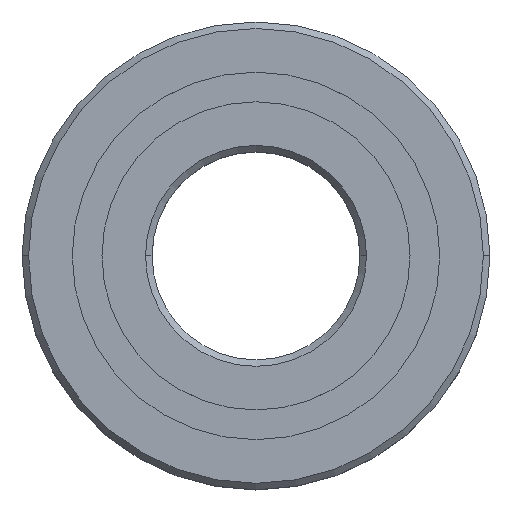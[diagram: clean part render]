
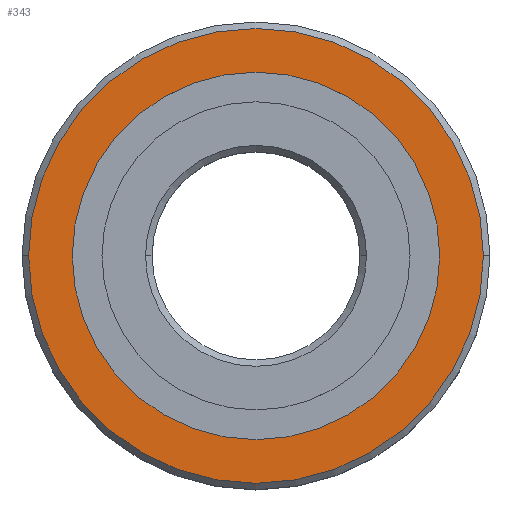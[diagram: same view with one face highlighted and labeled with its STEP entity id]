
A CAD part, top view. The second image highlights one B-rep face of the part: STEP entity #343.
In plain terms, the highlighted planar face has unit normal (0, 0, 1).
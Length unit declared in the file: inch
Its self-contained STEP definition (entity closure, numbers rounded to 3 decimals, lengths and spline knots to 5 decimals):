
#50 = EDGE_CURVE ( 'NONE', #116, #710, #1344, .T. ) ;
#83 = CIRCLE ( 'NONE', #1600, 0.54688 ) ;
#116 = VERTEX_POINT ( 'NONE', #2074 ) ;
#125 = DIRECTION ( 'NONE',  ( 0., 0., 1. ) ) ;
#256 = CARTESIAN_POINT ( 'NONE',  ( 0.44196, 0., 0.15625 ) ) ;
#261 = AXIS2_PLACEMENT_3D ( 'NONE', #2218, #773, #952 ) ;
#343 = ADVANCED_FACE ( 'NONE', ( #1439, #1587 ), #1406, .F. ) ;
#458 = EDGE_CURVE ( 'NONE', #1487, #808, #1237, .T. ) ;
#468 = AXIS2_PLACEMENT_3D ( 'NONE', #1074, #2144, #1241 ) ;
#498 = CARTESIAN_POINT ( 'NONE',  ( 0., 0.54688, 0.15625 ) ) ;
#506 = DIRECTION ( 'NONE',  ( 0., 0., 1. ) ) ;
#525 = CARTESIAN_POINT ( 'NONE',  ( 0.54688, 0., 0.15625 ) ) ;
#538 = DIRECTION ( 'NONE',  ( -1., 0., 0. ) ) ;
#548 = ORIENTED_EDGE ( 'NONE', *, *, #860, .F. ) ;
#550 = AXIS2_PLACEMENT_3D ( 'NONE', #498, #2138, #538 ) ;
#710 = VERTEX_POINT ( 'NONE', #525 ) ;
#773 = DIRECTION ( 'NONE',  ( 0., 0., 1. ) ) ;
#808 = VERTEX_POINT ( 'NONE', #1788 ) ;
#841 = DIRECTION ( 'NONE',  ( 1., 0., 0. ) ) ;
#860 = EDGE_CURVE ( 'NONE', #808, #1487, #1378, .T. ) ;
#952 = DIRECTION ( 'NONE',  ( 1., 0., 0. ) ) ;
#1074 = CARTESIAN_POINT ( 'NONE',  ( 0., 0., 0.15625 ) ) ;
#1076 = ORIENTED_EDGE ( 'NONE', *, *, #1777, .T. ) ;
#1115 = ORIENTED_EDGE ( 'NONE', *, *, #50, .T. ) ;
#1192 = DIRECTION ( 'NONE',  ( 1., 0., 0. ) ) ;
#1237 = CIRCLE ( 'NONE', #261, 0.44196 ) ;
#1241 = DIRECTION ( 'NONE',  ( 1., 0., 0. ) ) ;
#1291 = EDGE_LOOP ( 'NONE', ( #1321, #548 ) ) ;
#1321 = ORIENTED_EDGE ( 'NONE', *, *, #458, .F. ) ;
#1341 = CARTESIAN_POINT ( 'NONE',  ( 0., 0., 0.15625 ) ) ;
#1344 = CIRCLE ( 'NONE', #1918, 0.54688 ) ;
#1378 = CIRCLE ( 'NONE', #468, 0.44196 ) ;
#1406 = PLANE ( 'NONE',  #550 ) ;
#1439 = FACE_BOUND ( 'NONE', #1291, .T. ) ;
#1487 = VERTEX_POINT ( 'NONE', #256 ) ;
#1519 = EDGE_LOOP ( 'NONE', ( #1115, #1076 ) ) ;
#1587 = FACE_OUTER_BOUND ( 'NONE', #1519, .T. ) ;
#1600 = AXIS2_PLACEMENT_3D ( 'NONE', #1772, #506, #1192 ) ;
#1772 = CARTESIAN_POINT ( 'NONE',  ( 0., 0., 0.15625 ) ) ;
#1777 = EDGE_CURVE ( 'NONE', #710, #116, #83, .T. ) ;
#1788 = CARTESIAN_POINT ( 'NONE',  ( -0.44196, 0., 0.15625 ) ) ;
#1918 = AXIS2_PLACEMENT_3D ( 'NONE', #1341, #125, #841 ) ;
#2074 = CARTESIAN_POINT ( 'NONE',  ( -0.54688, 0., 0.15625 ) ) ;
#2138 = DIRECTION ( 'NONE',  ( 0., 0., -1. ) ) ;
#2144 = DIRECTION ( 'NONE',  ( 0., 0., 1. ) ) ;
#2218 = CARTESIAN_POINT ( 'NONE',  ( 0., 0., 0.15625 ) ) ;
